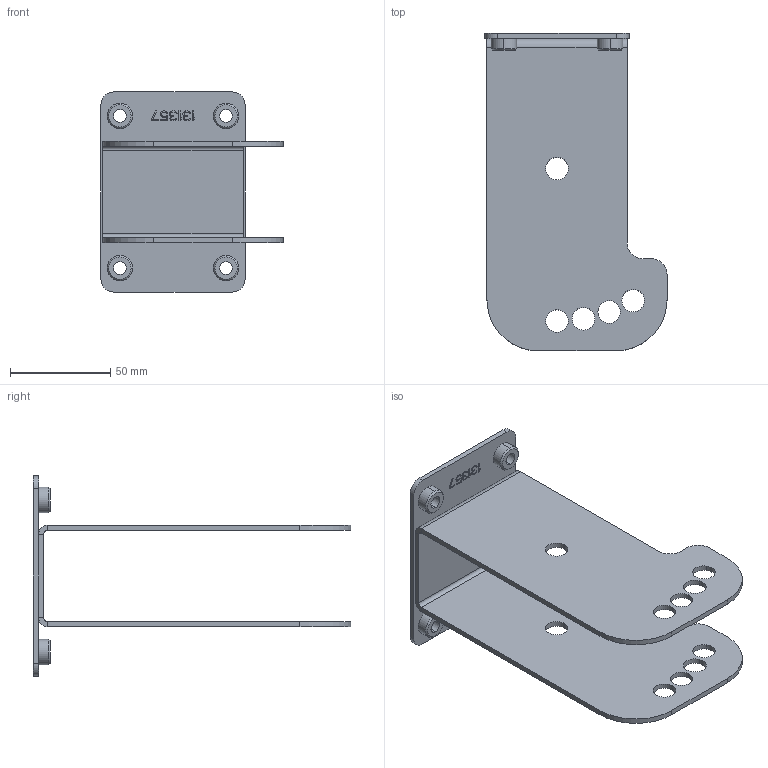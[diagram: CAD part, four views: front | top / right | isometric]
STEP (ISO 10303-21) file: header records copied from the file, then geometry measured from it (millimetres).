
FILE_DESCRIPTION((''),'2;1');
FILE_NAME('156663_SW','2011-04-06T',('banengservice'),('BANNER ENGINEERING'),'PRO/ENGINEER BY PARAMETRIC TECHNOLOGY CORPORATION, 2009141','PRO/ENGINEER BY PARAMETRIC TECHNOLOGY CORPORATION, 2009141','');
FILE_SCHEMA(('CONFIG_CONTROL_DESIGN'));
Length unit declared in the file: inch
Products named in the file (1): 156663_SW
Bounding box: 91 x 158.66 x 100 mm (x, y, z)
Volume: 87339.7 mm3; surface area: 64213.1 mm2
Topology: 1 solids, 1 shells, 284 faces, 777 edges, 510 vertices
Faces by surface type: plane 216, cylinder 60, cone 8
Entity records: 8993 total; most frequent: CARTESIAN_POINT 1571, ORIENTED_EDGE 1554, DIRECTION 1473, EDGE_CURVE 777, VECTOR 649, LINE 649, VERTEX_POINT 510, AXIS2_PLACEMENT_3D 412
